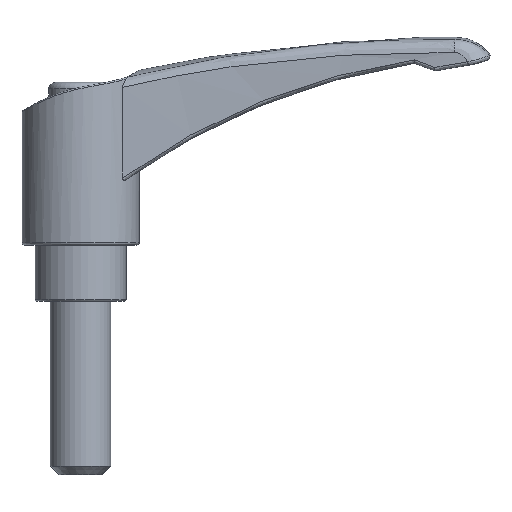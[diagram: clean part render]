
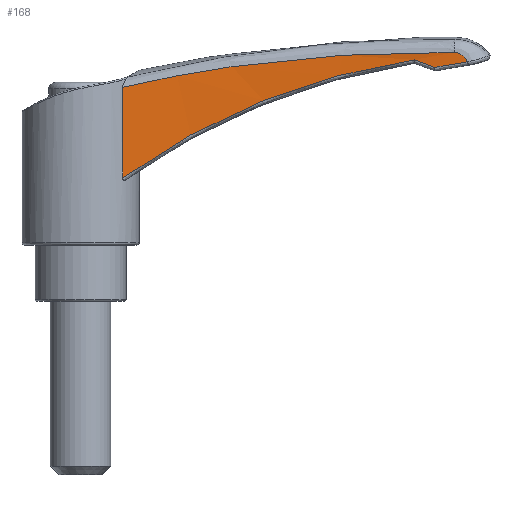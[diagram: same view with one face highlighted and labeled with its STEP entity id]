
A CAD part, front view. The second image highlights one B-rep face of the part: STEP entity #168.
In plain terms, the highlighted cylindrical face has radius 581.128 mm (diameter 1162.26 mm), a partial arc.
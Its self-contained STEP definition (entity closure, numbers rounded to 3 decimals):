
#168 = ADVANCED_FACE( '', ( #356 ), #357, .F. );
#356 = FACE_OUTER_BOUND( '', #2859, .T. );
#357 = CYLINDRICAL_SURFACE( '', #2860, 581.128 );
#2859 = EDGE_LOOP( '', ( #4436, #4437, #4438, #4439, #4440, #4441 ) );
#2860 = AXIS2_PLACEMENT_3D( '', #4442, #4443, #4444 );
#4436 = ORIENTED_EDGE( '', *, *, #4680, .T. );
#4437 = ORIENTED_EDGE( '', *, *, #4677, .T. );
#4438 = ORIENTED_EDGE( '', *, *, #4606, .T. );
#4439 = ORIENTED_EDGE( '', *, *, #4585, .T. );
#4440 = ORIENTED_EDGE( '', *, *, #4661, .F. );
#4441 = ORIENTED_EDGE( '', *, *, #4720, .T. );
#4442 = CARTESIAN_POINT( '', ( 49.381, -589.128, 0. ) );
#4443 = DIRECTION( '', ( 0., 0., -1. ) );
#4444 = DIRECTION( '', ( 1., 0., 0. ) );
#4585 = EDGE_CURVE( '', #4803, #4800, #4804, .T. );
#4606 = EDGE_CURVE( '', #4837, #4803, #4838, .T. );
#4661 = EDGE_CURVE( '', #4923, #4800, #4925, .T. );
#4677 = EDGE_CURVE( '', #4941, #4837, #4946, .T. );
#4680 = EDGE_CURVE( '', #4949, #4941, #4950, .T. );
#4720 = EDGE_CURVE( '', #4923, #4949, #4998, .T. );
#4800 = VERTEX_POINT( '', #5359 );
#4803 = VERTEX_POINT( '', #5375 );
#4804 = B_SPLINE_CURVE_WITH_KNOTS( '', 3, ( #5376, #5377, #5378, #5379, #5380, #5381, #5382, #5383, #5384, #5385, #5386, #5387, #5388, #5389, #5390, #5391, #5392, #5393, #5394, #5395, #5396, #5397, #5398, #5399, #5400 ), .UNSPECIFIED., .F., .F., ( 4, 1, 1, 1, 1, 1, 1, 1, 1, 1, 1, 1, 1, 1, 1, 1, 1, 1, 1, 1, 1, 1, 4 ), ( 0., 0.023, 0.045, 0.068, 0.091, 0.113, 0.136, 0.159, 0.182, 0.204, 0.227, 0.25, 0.375, 0.5, 0.626, 0.75, 0.786, 0.823, 0.859, 0.895, 0.93, 0.965, 1. ), .UNSPECIFIED. );
#4837 = VERTEX_POINT( '', #5715 );
#4838 = B_SPLINE_CURVE_WITH_KNOTS( '', 3, ( #5716, #5717, #5718, #5719, #5720, #5721, #5722, #5723, #5724, #5725, #5726, #5727, #5728 ), .UNSPECIFIED., .F., .F., ( 4, 1, 1, 1, 1, 1, 1, 1, 1, 1, 4 ), ( 0.185, 0.218, 0.251, 0.378, 0.501, 0.625, 0.749, 0.812, 0.874, 0.937, 1. ), .UNSPECIFIED. );
#4923 = VERTEX_POINT( '', #6621 );
#4925 = B_SPLINE_CURVE_WITH_KNOTS( '', 3, ( #6675, #6676, #6677, #6678 ), .UNSPECIFIED., .F., .F., ( 4, 4 ), ( 0.049, 0.934 ), .UNSPECIFIED. );
#4941 = VERTEX_POINT( '', #6834 );
#4946 = B_SPLINE_CURVE_WITH_KNOTS( '', 3, ( #6893, #6894, #6895, #6896 ), .UNSPECIFIED., .F., .F., ( 4, 4 ), ( 0., 0.008 ), .UNSPECIFIED. );
#4949 = VERTEX_POINT( '', #6911 );
#4950 = B_SPLINE_CURVE_WITH_KNOTS( '', 3, ( #6912, #6913, #6914, #6915 ), .UNSPECIFIED., .F., .F., ( 4, 4 ), ( 0., 0.005 ), .UNSPECIFIED. );
#4998 = B_SPLINE_CURVE_WITH_KNOTS( '', 3, ( #7602, #7603, #7604, #7605, #7606, #7607, #7608, #7609, #7610, #7611, #7612, #7613, #7614, #7615, #7616, #7617, #7618, #7619, #7620, #7621, #7622, #7623, #7624, #7625, #7626, #7627, #7628, #7629, #7630, #7631 ), .UNSPECIFIED., .F., .F., ( 4, 2, 2, 2, 2, 1, 1, 2, 1, 2, 2, 1, 1, 1, 1, 1, 1, 1, 1, 1, 4 ), ( 0., 0.005, 0.009, 0.014, 0.018, 0.023, 0.027, 0.032, 0.034, 0.035, 0.035, 0.035, 0.037, 0.041, 0.046, 0.05, 0.055, 0.059, 0.064, 0.069, 0.073 ), .UNSPECIFIED. );
#5359 = CARTESIAN_POINT( '', ( 9.734, -9.354, 36.356 ) );
#5375 = CARTESIAN_POINT( '', ( 86.15, -9.164, 44.435 ) );
#5376 = CARTESIAN_POINT( '', ( 86.15, -9.164, 44.435 ) );
#5377 = CARTESIAN_POINT( '', ( 85.569, -9.128, 44.441 ) );
#5378 = CARTESIAN_POINT( '', ( 84.406, -9.055, 44.453 ) );
#5379 = CARTESIAN_POINT( '', ( 82.662, -8.953, 44.46 ) );
#5380 = CARTESIAN_POINT( '', ( 80.916, -8.855, 44.458 ) );
#5381 = CARTESIAN_POINT( '', ( 79.169, -8.763, 44.447 ) );
#5382 = CARTESIAN_POINT( '', ( 77.422, -8.676, 44.427 ) );
#5383 = CARTESIAN_POINT( '', ( 75.674, -8.594, 44.398 ) );
#5384 = CARTESIAN_POINT( '', ( 73.925, -8.518, 44.36 ) );
#5385 = CARTESIAN_POINT( '', ( 72.175, -8.446, 44.312 ) );
#5386 = CARTESIAN_POINT( '', ( 70.424, -8.38, 44.256 ) );
#5387 = CARTESIAN_POINT( '', ( 68.672, -8.319, 44.191 ) );
#5388 = CARTESIAN_POINT( '', ( 64.283, -8.18, 44.006 ) );
#5389 = CARTESIAN_POINT( '', ( 57.284, -8.027, 43.593 ) );
#5390 = CARTESIAN_POINT( '', ( 47.658, -7.976, 42.749 ) );
#5391 = CARTESIAN_POINT( '', ( 38.102, -8.083, 41.627 ) );
#5392 = CARTESIAN_POINT( '', ( 30.821, -8.285, 40.544 ) );
#5393 = CARTESIAN_POINT( '', ( 25.836, -8.475, 39.695 ) );
#5394 = CARTESIAN_POINT( '', ( 23.081, -8.593, 39.198 ) );
#5395 = CARTESIAN_POINT( '', ( 20.355, -8.723, 38.677 ) );
#5396 = CARTESIAN_POINT( '', ( 17.657, -8.864, 38.134 ) );
#5397 = CARTESIAN_POINT( '', ( 14.989, -9.017, 37.566 ) );
#5398 = CARTESIAN_POINT( '', ( 12.35, -9.179, 36.978 ) );
#5399 = CARTESIAN_POINT( '', ( 10.604, -9.296, 36.563 ) );
#5400 = CARTESIAN_POINT( '', ( 9.734, -9.354, 36.356 ) );
#5715 = CARTESIAN_POINT( '', ( 89.284, -9.372, 42.253 ) );
#5716 = CARTESIAN_POINT( '', ( 89.284, -9.372, 42.253 ) );
#5717 = CARTESIAN_POINT( '', ( 89.262, -9.37, 42.303 ) );
#5718 = CARTESIAN_POINT( '', ( 89.217, -9.367, 42.402 ) );
#5719 = CARTESIAN_POINT( '', ( 89.071, -9.357, 42.685 ) );
#5720 = CARTESIAN_POINT( '', ( 88.817, -9.34, 43.08 ) );
#5721 = CARTESIAN_POINT( '', ( 88.398, -9.311, 43.539 ) );
#5722 = CARTESIAN_POINT( '', ( 87.913, -9.279, 43.918 ) );
#5723 = CARTESIAN_POINT( '', ( 87.457, -9.249, 44.156 ) );
#5724 = CARTESIAN_POINT( '', ( 87.07, -9.223, 44.297 ) );
#5725 = CARTESIAN_POINT( '', ( 86.769, -9.204, 44.374 ) );
#5726 = CARTESIAN_POINT( '', ( 86.462, -9.184, 44.423 ) );
#5727 = CARTESIAN_POINT( '', ( 86.254, -9.171, 44.431 ) );
#5728 = CARTESIAN_POINT( '', ( 86.15, -9.164, 44.435 ) );
#6621 = CARTESIAN_POINT( '', ( 9.734, -9.354, 15.447 ) );
#6675 = CARTESIAN_POINT( '', ( 9.734, -9.354, 15.447 ) );
#6676 = CARTESIAN_POINT( '', ( 9.734, -9.354, 22.417 ) );
#6677 = CARTESIAN_POINT( '', ( 9.734, -9.354, 29.387 ) );
#6678 = CARTESIAN_POINT( '', ( 9.734, -9.354, 36.356 ) );
#6834 = CARTESIAN_POINT( '', ( 81.733, -8.901, 40.97 ) );
#6893 = CARTESIAN_POINT( '', ( 81.733, -8.901, 40.97 ) );
#6894 = CARTESIAN_POINT( '', ( 84.251, -9.042, 41.4 ) );
#6895 = CARTESIAN_POINT( '', ( 86.768, -9.198, 41.828 ) );
#6896 = CARTESIAN_POINT( '', ( 89.284, -9.372, 42.253 ) );
#6911 = CARTESIAN_POINT( '', ( 77.05, -8.659, 42.719 ) );
#6912 = CARTESIAN_POINT( '', ( 77.05, -8.659, 42.719 ) );
#6913 = CARTESIAN_POINT( '', ( 78.612, -8.733, 42.137 ) );
#6914 = CARTESIAN_POINT( '', ( 80.173, -8.814, 41.554 ) );
#6915 = CARTESIAN_POINT( '', ( 81.733, -8.901, 40.97 ) );
#7602 = CARTESIAN_POINT( '', ( 9.734, -9.354, 15.447 ) );
#7603 = CARTESIAN_POINT( '', ( 10.975, -9.269, 16.349 ) );
#7604 = CARTESIAN_POINT( '', ( 12.229, -9.187, 17.229 ) );
#7605 = CARTESIAN_POINT( '', ( 14.76, -9.031, 18.947 ) );
#7606 = CARTESIAN_POINT( '', ( 16.037, -8.956, 19.785 ) );
#7607 = CARTESIAN_POINT( '', ( 18.615, -8.814, 21.42 ) );
#7608 = CARTESIAN_POINT( '', ( 19.915, -8.746, 22.217 ) );
#7609 = CARTESIAN_POINT( '', ( 22.54, -8.619, 23.77 ) );
#7610 = CARTESIAN_POINT( '', ( 23.863, -8.559, 24.527 ) );
#7611 = CARTESIAN_POINT( '', ( 26.533, -8.448, 25.999 ) );
#7612 = CARTESIAN_POINT( '', ( 29.226, -8.345, 27.432 ) );
#7613 = CARTESIAN_POINT( '', ( 33.333, -8.217, 29.461 ) );
#7614 = CARTESIAN_POINT( '', ( 36.117, -8.15, 30.733 ) );
#7615 = CARTESIAN_POINT( '', ( 38.222, -8.107, 31.658 ) );
#7616 = CARTESIAN_POINT( '', ( 39.103, -8.09, 32.037 ) );
#7617 = CARTESIAN_POINT( '', ( 39.988, -8.076, 32.408 ) );
#7618 = CARTESIAN_POINT( '', ( 40.254, -8.072, 32.519 ) );
#7619 = CARTESIAN_POINT( '', ( 40.342, -8.07, 32.556 ) );
#7620 = CARTESIAN_POINT( '', ( 40.52, -8.068, 32.629 ) );
#7621 = CARTESIAN_POINT( '', ( 40.963, -8.061, 32.813 ) );
#7622 = CARTESIAN_POINT( '', ( 42.828, -8.035, 33.574 ) );
#7623 = CARTESIAN_POINT( '', ( 46.042, -8.004, 34.817 ) );
#7624 = CARTESIAN_POINT( '', ( 50.364, -7.995, 36.341 ) );
#7625 = CARTESIAN_POINT( '', ( 54.721, -8.019, 37.735 ) );
#7626 = CARTESIAN_POINT( '', ( 59.114, -8.076, 38.998 ) );
#7627 = CARTESIAN_POINT( '', ( 63.543, -8.167, 40.131 ) );
#7628 = CARTESIAN_POINT( '', ( 68.007, -8.293, 41.133 ) );
#7629 = CARTESIAN_POINT( '', ( 72.508, -8.454, 42.003 ) );
#7630 = CARTESIAN_POINT( '', ( 75.532, -8.587, 42.495 ) );
#7631 = CARTESIAN_POINT( '', ( 77.05, -8.659, 42.719 ) );
